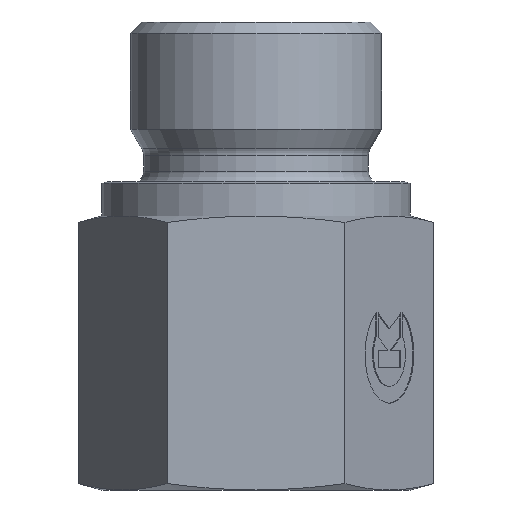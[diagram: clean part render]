
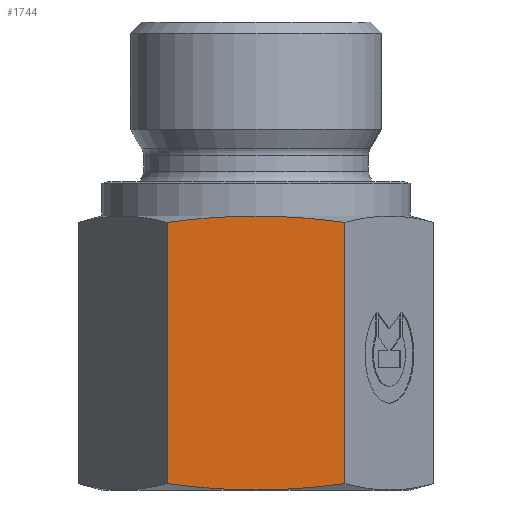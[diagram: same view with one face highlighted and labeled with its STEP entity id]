
A CAD part, left-side view. The second image highlights one B-rep face of the part: STEP entity #1744.
In plain terms, the highlighted planar face has unit normal (-1, 0, 0).
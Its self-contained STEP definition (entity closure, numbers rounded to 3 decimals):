
#1221=CARTESIAN_POINT('',(-13.5,-7.794,23.44));
#1222=VERTEX_POINT('',#1221);
#1223=CARTESIAN_POINT('',(-13.5,0.,24.));
#1224=VERTEX_POINT('',#1223);
#1225=CARTESIAN_POINT('',(-13.5,-7.794,23.44));
#1226=CARTESIAN_POINT('',(-13.5,-3.617,24.));
#1227=CARTESIAN_POINT('',(-13.5,0.,24.));
#1235=(BOUNDED_CURVE()B_SPLINE_CURVE(2,(#1225,#1226,#1227),.UNSPECIFIED.,.F.,.U.)B_SPLINE_CURVE_WITH_KNOTS((3,3),(0.104,0.899),.UNSPECIFIED.)CURVE()GEOMETRIC_REPRESENTATION_ITEM()RATIONAL_B_SPLINE_CURVE((1.01,1.043,1.0))REPRESENTATION_ITEM(''));
#1236=EDGE_CURVE('',#1222,#1224,#1235,.T.);
#1266=CARTESIAN_POINT('',(-13.5,7.794,23.44));
#1267=VERTEX_POINT('',#1266);
#1268=CARTESIAN_POINT('',(-13.5,0.,24.));
#1269=CARTESIAN_POINT('',(-13.5,3.617,24.));
#1270=CARTESIAN_POINT('',(-13.5,7.794,23.44));
#1278=(BOUNDED_CURVE()B_SPLINE_CURVE(2,(#1268,#1269,#1270),.UNSPECIFIED.,.F.,.U.)B_SPLINE_CURVE_WITH_KNOTS((3,3),(0.899,1.694),.UNSPECIFIED.)CURVE()GEOMETRIC_REPRESENTATION_ITEM()RATIONAL_B_SPLINE_CURVE((1.0,1.043,1.01))REPRESENTATION_ITEM(''));
#1279=EDGE_CURVE('',#1224,#1267,#1278,.T.);
#1401=CARTESIAN_POINT('',(-13.5,-7.794,0.56));
#1402=VERTEX_POINT('',#1401);
#1403=CARTESIAN_POINT('',(-13.5,-7.794,0.56));
#1404=DIRECTION('',(0.0,0.0,1.0));
#1405=VECTOR('',#1404,22.881);
#1406=LINE('',#1403,#1405);
#1407=EDGE_CURVE('',#1402,#1222,#1406,.T.);
#1497=CARTESIAN_POINT('',(-13.5,7.794,0.56));
#1498=VERTEX_POINT('',#1497);
#1512=CARTESIAN_POINT('',(-13.5,7.794,0.56));
#1513=DIRECTION('',(0.0,0.0,1.0));
#1514=VECTOR('',#1513,22.881);
#1515=LINE('',#1512,#1514);
#1516=EDGE_CURVE('',#1498,#1267,#1515,.T.);
#1648=CARTESIAN_POINT('',(-13.5,0.,0.0));
#1649=VERTEX_POINT('',#1648);
#1657=CARTESIAN_POINT('',(-13.5,7.794,0.56));
#1658=CARTESIAN_POINT('',(-13.5,3.617,0.));
#1659=CARTESIAN_POINT('',(-13.5,0.,0.0));
#1667=(BOUNDED_CURVE()B_SPLINE_CURVE(2,(#1657,#1658,#1659),.UNSPECIFIED.,.F.,.U.)B_SPLINE_CURVE_WITH_KNOTS((3,3),(0.104,0.899),.UNSPECIFIED.)CURVE()GEOMETRIC_REPRESENTATION_ITEM()RATIONAL_B_SPLINE_CURVE((1.01,1.043,1.0))REPRESENTATION_ITEM(''));
#1668=EDGE_CURVE('',#1498,#1649,#1667,.T.);
#1678=CARTESIAN_POINT('',(-13.5,0.,0.0));
#1679=CARTESIAN_POINT('',(-13.5,-3.617,0.));
#1680=CARTESIAN_POINT('',(-13.5,-7.794,0.56));
#1688=(BOUNDED_CURVE()B_SPLINE_CURVE(2,(#1678,#1679,#1680),.UNSPECIFIED.,.F.,.U.)B_SPLINE_CURVE_WITH_KNOTS((3,3),(0.899,1.694),.UNSPECIFIED.)CURVE()GEOMETRIC_REPRESENTATION_ITEM()RATIONAL_B_SPLINE_CURVE((1.0,1.043,1.01))REPRESENTATION_ITEM(''));
#1689=EDGE_CURVE('',#1649,#1402,#1688,.T.);
#1731=CARTESIAN_POINT('',(-13.5,-7.794,0.0));
#1732=DIRECTION('',(-1.0,0.0,0.0));
#1733=DIRECTION('',(0.0,0.0,1.0));
#1734=AXIS2_PLACEMENT_3D('',#1731,#1732,#1733);
#1735=PLANE('',#1734);
#1736=ORIENTED_EDGE('',*,*,#1279,.T.);
#1737=ORIENTED_EDGE('',*,*,#1516,.F.);
#1738=ORIENTED_EDGE('',*,*,#1668,.T.);
#1739=ORIENTED_EDGE('',*,*,#1689,.T.);
#1740=ORIENTED_EDGE('',*,*,#1407,.T.);
#1741=ORIENTED_EDGE('',*,*,#1236,.T.);
#1742=EDGE_LOOP('',(#1736,#1737,#1738,#1739,#1740,#1741));
#1743=FACE_OUTER_BOUND('',#1742,.T.);
#1744=ADVANCED_FACE('',(#1743),#1735,.T.);
